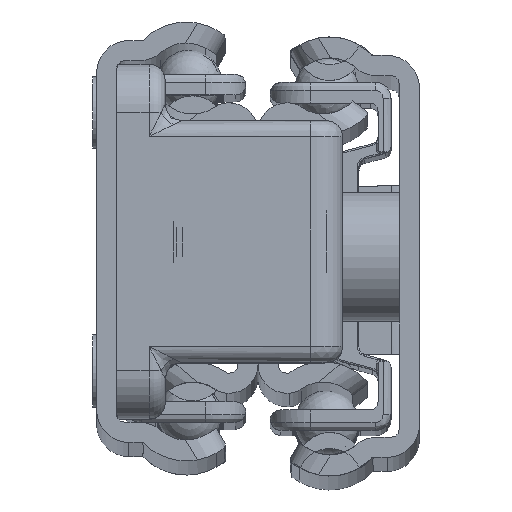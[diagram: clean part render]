
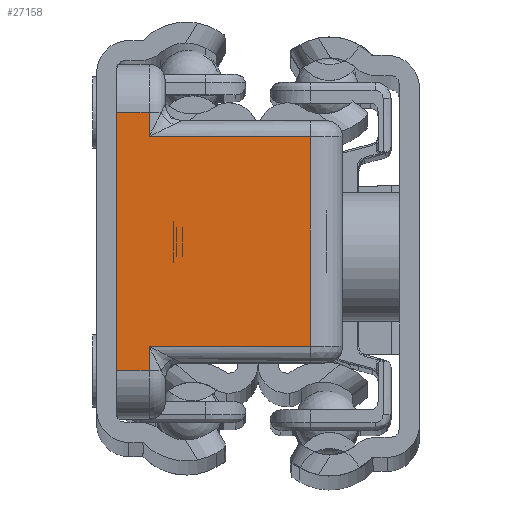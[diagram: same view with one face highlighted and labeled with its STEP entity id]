
A CAD part, top view. The second image highlights one B-rep face of the part: STEP entity #27158.
In plain terms, the highlighted planar face has unit normal (0, 0, 1).
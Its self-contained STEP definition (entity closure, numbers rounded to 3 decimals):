
#1593=PLANE('',#29474);
#2594=FACE_OUTER_BOUND('',#4157,.T.);
#4157=EDGE_LOOP('',(#21015,#21016,#21017,#21018,#21019,#21020,#21021,#21022));
#6238=LINE('',#44031,#8252);
#6240=LINE('',#44037,#8254);
#6248=LINE('',#44071,#8262);
#6257=LINE('',#44296,#8271);
#6261=LINE('',#44307,#8275);
#6270=LINE('',#44343,#8284);
#6271=LINE('',#44346,#8285);
#6272=LINE('',#44347,#8286);
#8252=VECTOR('',#34849,10.);
#8254=VECTOR('',#34855,10.);
#8262=VECTOR('',#34887,10.);
#8271=VECTOR('',#34950,10.);
#8275=VECTOR('',#34964,10.);
#8284=VECTOR('',#34997,10.);
#8285=VECTOR('',#35000,10.);
#8286=VECTOR('',#35001,10.);
#11750=VERTEX_POINT('',#43974);
#11755=VERTEX_POINT('',#44025);
#11758=VERTEX_POINT('',#44035);
#11763=VERTEX_POINT('',#44069);
#11769=VERTEX_POINT('',#44105);
#11783=VERTEX_POINT('',#44280);
#11794=VERTEX_POINT('',#44341);
#11795=VERTEX_POINT('',#44345);
#15039=EDGE_CURVE('',#11750,#11755,#6238,.T.);
#15042=EDGE_CURVE('',#11758,#11750,#6240,.T.);
#15056=EDGE_CURVE('',#11763,#11758,#6248,.T.);
#15092=EDGE_CURVE('',#11783,#11769,#6257,.T.);
#15098=EDGE_CURVE('',#11769,#11763,#6261,.T.);
#15112=EDGE_CURVE('',#11794,#11783,#6270,.T.);
#15113=EDGE_CURVE('',#11794,#11795,#6271,.T.);
#15114=EDGE_CURVE('',#11755,#11795,#6272,.T.);
#21015=ORIENTED_EDGE('',*,*,#15042,.F.);
#21016=ORIENTED_EDGE('',*,*,#15056,.F.);
#21017=ORIENTED_EDGE('',*,*,#15098,.F.);
#21018=ORIENTED_EDGE('',*,*,#15092,.F.);
#21019=ORIENTED_EDGE('',*,*,#15112,.F.);
#21020=ORIENTED_EDGE('',*,*,#15113,.T.);
#21021=ORIENTED_EDGE('',*,*,#15114,.F.);
#21022=ORIENTED_EDGE('',*,*,#15039,.F.);
#27158=ADVANCED_FACE('',(#2594),#1593,.T.);
#29474=AXIS2_PLACEMENT_3D('',#44344,#34998,#34999);
#34849=DIRECTION('',(0.,-1.,0.));
#34855=DIRECTION('',(-1.,0.,0.));
#34887=DIRECTION('',(0.,-1.,0.));
#34950=DIRECTION('',(0.,-1.,0.));
#34964=DIRECTION('',(1.,0.,0.));
#34997=DIRECTION('',(1.,0.,0.));
#34998=DIRECTION('center_axis',(0.,0.,1.));
#34999=DIRECTION('ref_axis',(1.,0.,0.));
#35000=DIRECTION('',(0.,-1.,0.));
#35001=DIRECTION('',(-1.,0.,0.));
#43974=CARTESIAN_POINT('',(-2.3,-6.5,498.));
#44025=CARTESIAN_POINT('',(-2.3,-8.,498.));
#44031=CARTESIAN_POINT('',(-2.3,5.5,498.));
#44035=CARTESIAN_POINT('',(7.7,-6.5,498.));
#44037=CARTESIAN_POINT('',(-1.3,-6.5,498.));
#44069=CARTESIAN_POINT('',(7.7,6.5,498.));
#44071=CARTESIAN_POINT('',(7.7,5.5,498.));
#44105=CARTESIAN_POINT('',(-2.3,6.5,498.));
#44280=CARTESIAN_POINT('',(-2.3,8.,498.));
#44296=CARTESIAN_POINT('',(-2.3,5.5,498.));
#44307=CARTESIAN_POINT('',(-1.3,6.5,498.));
#44341=CARTESIAN_POINT('',(-4.3,8.,498.));
#44343=CARTESIAN_POINT('',(-1.3,8.,498.));
#44344=CARTESIAN_POINT('Origin',(-1.3,11.,498.));
#44345=CARTESIAN_POINT('',(-4.3,-8.,498.));
#44346=CARTESIAN_POINT('',(-4.3,-11.,498.));
#44347=CARTESIAN_POINT('',(-1.3,-8.,498.));
